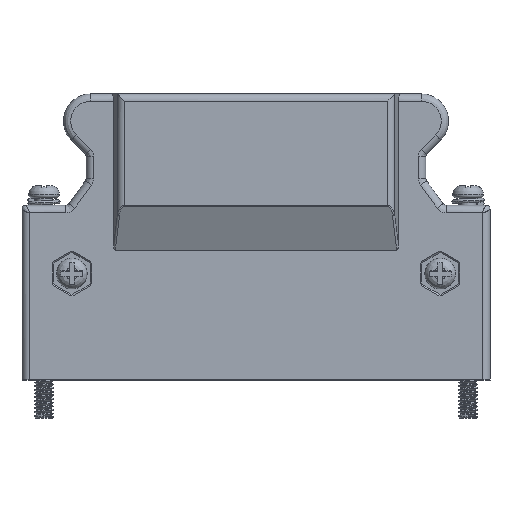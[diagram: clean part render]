
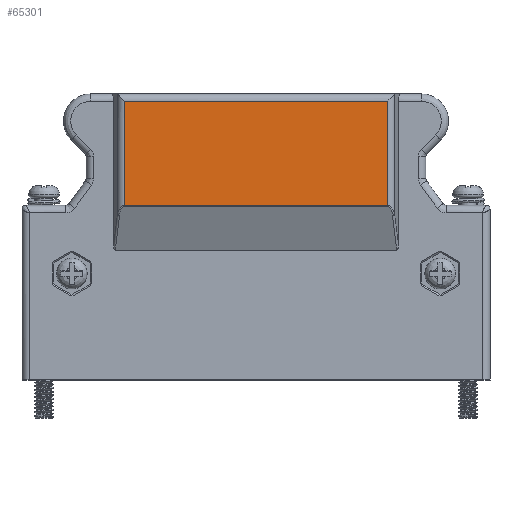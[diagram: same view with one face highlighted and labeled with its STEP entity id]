
A CAD part, top view. The second image highlights one B-rep face of the part: STEP entity #65301.
In plain terms, the highlighted planar face has unit normal (0, 0, 1).
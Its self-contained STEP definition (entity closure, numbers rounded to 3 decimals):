
#61800=CARTESIAN_POINT('',(17.943,3.,9.));
#61801=VERTEX_POINT('',#61800);
#61841=CARTESIAN_POINT('',(-17.943,3.,9.));
#61842=VERTEX_POINT('',#61841);
#61854=CARTESIAN_POINT('',(-17.943,3.,9.));
#61855=DIRECTION('',(1.,0.,0.));
#61856=VECTOR('',#61855,35.885);
#61857=LINE('',#61854,#61856);
#61858=EDGE_CURVE('',#61842,#61801,#61857,.T.);
#62710=CARTESIAN_POINT('',(17.943,-11.237,9.));
#62711=VERTEX_POINT('',#62710);
#62816=CARTESIAN_POINT('',(17.943,3.,9.));
#62817=DIRECTION('',(0.,-1.,0.));
#62818=VECTOR('',#62817,14.237);
#62819=LINE('',#62816,#62818);
#62820=EDGE_CURVE('',#61801,#62711,#62819,.T.);
#65177=CARTESIAN_POINT('',(-17.943,-11.237,9.));
#65178=VERTEX_POINT('',#65177);
#65274=CARTESIAN_POINT('',(-17.943,-11.237,9.));
#65275=DIRECTION('',(0.,1.,0.));
#65276=VECTOR('',#65275,14.237);
#65277=LINE('',#65274,#65276);
#65278=EDGE_CURVE('',#65178,#61842,#65277,.T.);
#65285=CARTESIAN_POINT('',(0.,-4.118,9.));
#65286=DIRECTION('',(1.,0.,0.));
#65287=DIRECTION('',(0.,0.,1.));
#65288=AXIS2_PLACEMENT_3D('',#65285,#65287,#65286);
#65289=PLANE('',#65288);
#65290=ORIENTED_EDGE('',*,*,#65278,.F.);
#65291=CARTESIAN_POINT('',(-17.943,-11.237,9.));
#65292=DIRECTION('',(1.,0.,0.));
#65293=VECTOR('',#65292,35.885);
#65294=LINE('',#65291,#65293);
#65295=EDGE_CURVE('',#65178,#62711,#65294,.T.);
#65296=ORIENTED_EDGE('',*,*,#65295,.T.);
#65297=ORIENTED_EDGE('',*,*,#62820,.F.);
#65298=ORIENTED_EDGE('',*,*,#61858,.F.);
#65299=EDGE_LOOP('',(#65290,#65296,#65297,#65298));
#65300=FACE_OUTER_BOUND('',#65299,.T.);
#65301=ADVANCED_FACE('',(#65300),#65289,.T.);
